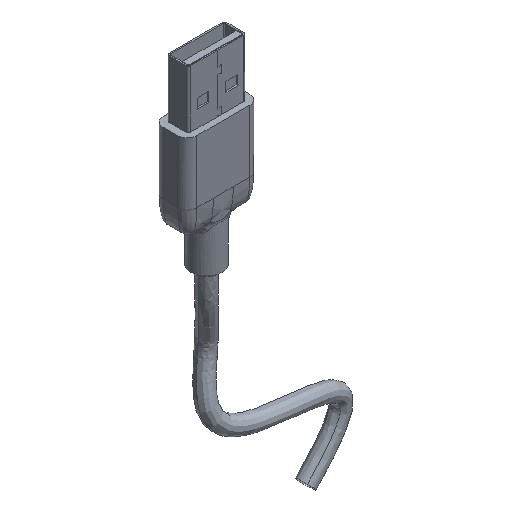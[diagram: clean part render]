
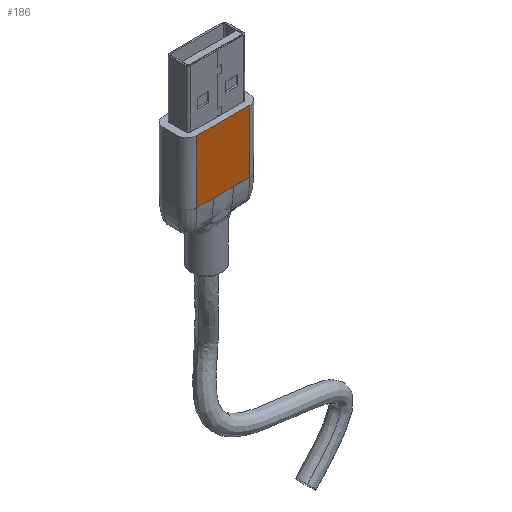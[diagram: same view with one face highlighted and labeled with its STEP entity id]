
A CAD part, isometric view. The second image highlights one B-rep face of the part: STEP entity #186.
In plain terms, the highlighted planar face has unit normal (0, -1, 0).
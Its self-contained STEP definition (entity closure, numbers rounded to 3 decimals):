
#37 = CARTESIAN_POINT ( 'NONE',  ( 1.16, -3.5, -25.024 ) ) ;
#186 = ADVANCED_FACE ( 'NONE', ( #5510 ), #8486, .T. ) ;
#438 = CARTESIAN_POINT ( 'NONE',  ( -0.339, -3.5, -25.054 ) ) ;
#529 = DIRECTION ( 'NONE',  ( 0., 0., 1. ) ) ;
#541 = EDGE_CURVE ( 'NONE', #6540, #4177, #2786, .T. ) ;
#544 = CARTESIAN_POINT ( 'NONE',  ( 1.554, -3.5, -25.009 ) ) ;
#706 = CARTESIAN_POINT ( 'NONE',  ( 0.439, -3.5, -25.051 ) ) ;
#757 = CARTESIAN_POINT ( 'NONE',  ( -5.5, -3.5, -25. ) ) ;
#923 = VERTEX_POINT ( 'NONE', #9547 ) ;
#938 = AXIS2_PLACEMENT_3D ( 'NONE', #6129, #8334, #9137 ) ;
#1093 = CARTESIAN_POINT ( 'NONE',  ( -5.5, -3.5, -12. ) ) ;
#1182 = CARTESIAN_POINT ( 'NONE',  ( -1.641, -3.5, -25.007 ) ) ;
#1226 = CARTESIAN_POINT ( 'NONE',  ( 0.514, -3.5, -25.049 ) ) ;
#1232 = CARTESIAN_POINT ( 'NONE',  ( -1.142, -3.5, -25.025 ) ) ;
#1314 = LINE ( 'NONE', #1916, #6299 ) ;
#1376 = CARTESIAN_POINT ( 'NONE',  ( -1.579, -3.5, -25.009 ) ) ;
#1483 = EDGE_LOOP ( 'NONE', ( #6409, #3756, #5534, #5245, #7738, #2154 ) ) ;
#1725 = VECTOR ( 'NONE', #529, 1000. ) ;
#1916 = CARTESIAN_POINT ( 'NONE',  ( -5.5, -3.5, -12. ) ) ;
#1936 = CARTESIAN_POINT ( 'NONE',  ( 1.551, -3.5, -25.009 ) ) ;
#2154 = ORIENTED_EDGE ( 'NONE', *, *, #6609, .F. ) ;
#2265 = CARTESIAN_POINT ( 'NONE',  ( -0.528, -3.5, -25.049 ) ) ;
#2325 = CARTESIAN_POINT ( 'NONE',  ( -4.359, -3.5, -25. ) ) ;
#2404 = CARTESIAN_POINT ( 'NONE',  ( 4.359, -3.5, -25. ) ) ;
#2618 = VERTEX_POINT ( 'NONE', #6273 ) ;
#2619 = DIRECTION ( 'NONE',  ( 1., 0., 0. ) ) ;
#2689 = CARTESIAN_POINT ( 'NONE',  ( 1.534, -3.5, -25.01 ) ) ;
#2753 = CARTESIAN_POINT ( 'NONE',  ( -1.721, -3.5, -25.005 ) ) ;
#2786 = B_SPLINE_CURVE_WITH_KNOTS ( 'NONE', 3,
 ( #757, #2325, #7424, #8859 ),
 .UNSPECIFIED., .F., .F.,
 ( 4, 4 ),
 ( 0., 1. ),
 .UNSPECIFIED. ) ;
#2793 = CARTESIAN_POINT ( 'NONE',  ( -0.783, -3.5, -25.04 ) ) ;
#3018 = CARTESIAN_POINT ( 'NONE',  ( -0.526, -3.5, -25.049 ) ) ;
#3069 = CARTESIAN_POINT ( 'NONE',  ( 5.5, -3.5, -25. ) ) ;
#3113 = EDGE_CURVE ( 'NONE', #923, #2618, #7163, .T. ) ;
#3431 = CARTESIAN_POINT ( 'NONE',  ( 0.945, -3.5, -25.033 ) ) ;
#3480 = CARTESIAN_POINT ( 'NONE',  ( -0.579, -3.5, -25.047 ) ) ;
#3488 = CARTESIAN_POINT ( 'NONE',  ( -1.57, -3.5, -25.009 ) ) ;
#3539 = CARTESIAN_POINT ( 'NONE',  ( 1.749, -3.5, -25.003 ) ) ;
#3546 = CARTESIAN_POINT ( 'NONE',  ( -1.237, -3.5, -25.021 ) ) ;
#3576 = EDGE_CURVE ( 'NONE', #6540, #4727, #5052, .T. ) ;
#3609 = CARTESIAN_POINT ( 'NONE',  ( -5.5, -3.5, -30. ) ) ;
#3676 = CARTESIAN_POINT ( 'NONE',  ( -1.559, -3.5, -25.009 ) ) ;
#3689 = EDGE_CURVE ( 'NONE', #2618, #8050, #7737, .T. ) ;
#3696 = CARTESIAN_POINT ( 'NONE',  ( 0.856, -3.5, -25.037 ) ) ;
#3735 = CARTESIAN_POINT ( 'NONE',  ( -0.549, -3.5, -25.048 ) ) ;
#3756 = ORIENTED_EDGE ( 'NONE', *, *, #541, .T. ) ;
#4155 = CARTESIAN_POINT ( 'NONE',  ( 0.478, -3.5, -25.05 ) ) ;
#4177 = VERTEX_POINT ( 'NONE', #7931 ) ;
#4397 = CARTESIAN_POINT ( 'NONE',  ( -1.564, -3.5, -25.009 ) ) ;
#4727 = VERTEX_POINT ( 'NONE', #1093 ) ;
#4976 = CARTESIAN_POINT ( 'NONE',  ( 1.554, -3.5, -25.009 ) ) ;
#5052 = LINE ( 'NONE', #3609, #1725 ) ;
#5066 = CARTESIAN_POINT ( 'NONE',  ( -2., -3.5, -25. ) ) ;
#5236 = CARTESIAN_POINT ( 'NONE',  ( -0.165, -3.5, -25.057 ) ) ;
#5245 = ORIENTED_EDGE ( 'NONE', *, *, #3113, .T. ) ;
#5327 = VECTOR ( 'NONE', #8595, 1000. ) ;
#5510 = FACE_OUTER_BOUND ( 'NONE', #1483, .T. ) ;
#5534 = ORIENTED_EDGE ( 'NONE', *, *, #9200, .T. ) ;
#5661 = CARTESIAN_POINT ( 'NONE',  ( 1.546, -3.5, -25.01 ) ) ;
#5705 = CARTESIAN_POINT ( 'NONE',  ( -0.93, -3.5, -25.034 ) ) ;
#5750 = CARTESIAN_POINT ( 'NONE',  ( -1.069, -3.5, -25.028 ) ) ;
#5975 = CARTESIAN_POINT ( 'NONE',  ( 0.984, -3.5, -25.032 ) ) ;
#6016 = B_SPLINE_CURVE_WITH_KNOTS ( 'NONE', 3,
 ( #7905, #5066, #8038, #2753, #1182, #7177, #1376, #3488, #4397, #3676, #8669, #9550, #3546, #1232, #9457, #5750, #8715, #5705, #2793, #7450, #3480, #3735, #6448, #2265, #3018, #438, #5236, #7277, #8623, #8175, #706, #4155, #7129, #6722, #1226, #7234, #9347, #3696, #3431, #5975, #8664, #6675, #37, #8893, #6386, #9449, #2689, #5661, #1936, #544, #4976, #3539, #6505, #9620 ),
 .UNSPECIFIED., .F., .F.,
 ( 4, 1, 1, 1, 1, 1, 2, 2, 1, 1, 1, 2, 2, 1, 1, 1, 1, 2, 2, 2, 1, 1, 1, 1, 2, 2, 1, 1, 1, 2, 2, 1, 1, 1, 1, 1, 2, 2, 4 ),
 ( 0., 0.062, 0.094, 0.109, 0.117, 0.121, 0.123, 0.125, 0.187, 0.219, 0.234, 0.242, 0.25, 0.312, 0.344, 0.359, 0.367, 0.371, 0.375, 0.5, 0.562, 0.594, 0.609, 0.617, 0.621, 0.625, 0.688, 0.719, 0.734, 0.742, 0.75, 0.813, 0.844, 0.859, 0.867, 0.871, 0.873, 0.875, 1. ),
 .UNSPECIFIED. ) ;
#6129 = CARTESIAN_POINT ( 'NONE',  ( -5.5, -3.5, -30. ) ) ;
#6273 = CARTESIAN_POINT ( 'NONE',  ( 5.5, -3.5, -25. ) ) ;
#6299 = VECTOR ( 'NONE', #2619, 1000. ) ;
#6386 = CARTESIAN_POINT ( 'NONE',  ( 1.453, -3.5, -25.013 ) ) ;
#6409 = ORIENTED_EDGE ( 'NONE', *, *, #3576, .F. ) ;
#6448 = CARTESIAN_POINT ( 'NONE',  ( -0.536, -3.5, -25.048 ) ) ;
#6497 = CARTESIAN_POINT ( 'NONE',  ( 5.5, -3.5, -12. ) ) ;
#6505 = CARTESIAN_POINT ( 'NONE',  ( 1.922, -3.5, -25. ) ) ;
#6540 = VERTEX_POINT ( 'NONE', #7117 ) ;
#6609 = EDGE_CURVE ( 'NONE', #4727, #8050, #1314, .T. ) ;
#6675 = CARTESIAN_POINT ( 'NONE',  ( 1.022, -3.5, -25.03 ) ) ;
#6722 = CARTESIAN_POINT ( 'NONE',  ( 0.507, -3.5, -25.049 ) ) ;
#7117 = CARTESIAN_POINT ( 'NONE',  ( -5.5, -3.5, -25. ) ) ;
#7129 = CARTESIAN_POINT ( 'NONE',  ( 0.495, -3.5, -25.049 ) ) ;
#7163 = B_SPLINE_CURVE_WITH_KNOTS ( 'NONE', 3,
 ( #9078, #7626, #2404, #3069 ),
 .UNSPECIFIED., .F., .F.,
 ( 4, 4 ),
 ( 0., 1. ),
 .UNSPECIFIED. ) ;
#7177 = CARTESIAN_POINT ( 'NONE',  ( -1.599, -3.5, -25.008 ) ) ;
#7234 = CARTESIAN_POINT ( 'NONE',  ( 0.582, -3.5, -25.047 ) ) ;
#7277 = CARTESIAN_POINT ( 'NONE',  ( 0.081, -3.5, -25.057 ) ) ;
#7424 = CARTESIAN_POINT ( 'NONE',  ( -3.218, -3.5, -25. ) ) ;
#7450 = CARTESIAN_POINT ( 'NONE',  ( -0.642, -3.5, -25.045 ) ) ;
#7626 = CARTESIAN_POINT ( 'NONE',  ( 3.218, -3.5, -25. ) ) ;
#7737 = LINE ( 'NONE', #9281, #5327 ) ;
#7738 = ORIENTED_EDGE ( 'NONE', *, *, #3689, .T. ) ;
#7905 = CARTESIAN_POINT ( 'NONE',  ( -2.077, -3.5, -25. ) ) ;
#7931 = CARTESIAN_POINT ( 'NONE',  ( -2.077, -3.5, -25. ) ) ;
#8038 = CARTESIAN_POINT ( 'NONE',  ( -1.877, -3.5, -25.001 ) ) ;
#8050 = VERTEX_POINT ( 'NONE', #6497 ) ;
#8175 = CARTESIAN_POINT ( 'NONE',  ( 0.361, -3.5, -25.053 ) ) ;
#8334 = DIRECTION ( 'NONE',  ( 0., -1., 0. ) ) ;
#8486 = PLANE ( 'NONE',  #938 ) ;
#8595 = DIRECTION ( 'NONE',  ( 0., 0., 1. ) ) ;
#8623 = CARTESIAN_POINT ( 'NONE',  ( 0.207, -3.5, -25.056 ) ) ;
#8664 = CARTESIAN_POINT ( 'NONE',  ( 1.011, -3.5, -25.031 ) ) ;
#8669 = CARTESIAN_POINT ( 'NONE',  ( -1.507, -3.5, -25.011 ) ) ;
#8715 = CARTESIAN_POINT ( 'NONE',  ( -1.053, -3.5, -25.029 ) ) ;
#8859 = CARTESIAN_POINT ( 'NONE',  ( -2.077, -3.5, -25. ) ) ;
#8893 = CARTESIAN_POINT ( 'NONE',  ( 1.317, -3.5, -25.018 ) ) ;
#9078 = CARTESIAN_POINT ( 'NONE',  ( 2.077, -3.5, -25. ) ) ;
#9137 = DIRECTION ( 'NONE',  ( 0., 0., -1. ) ) ;
#9200 = EDGE_CURVE ( 'NONE', #4177, #923, #6016, .T. ) ;
#9281 = CARTESIAN_POINT ( 'NONE',  ( 5.5, -3.5, -30. ) ) ;
#9347 = CARTESIAN_POINT ( 'NONE',  ( 0.695, -3.5, -25.043 ) ) ;
#9449 = CARTESIAN_POINT ( 'NONE',  ( 1.509, -3.5, -25.011 ) ) ;
#9457 = CARTESIAN_POINT ( 'NONE',  ( -1.099, -3.5, -25.027 ) ) ;
#9547 = CARTESIAN_POINT ( 'NONE',  ( 2.077, -3.5, -25. ) ) ;
#9550 = CARTESIAN_POINT ( 'NONE',  ( -1.404, -3.5, -25.015 ) ) ;
#9620 = CARTESIAN_POINT ( 'NONE',  ( 2.077, -3.5, -25. ) ) ;
